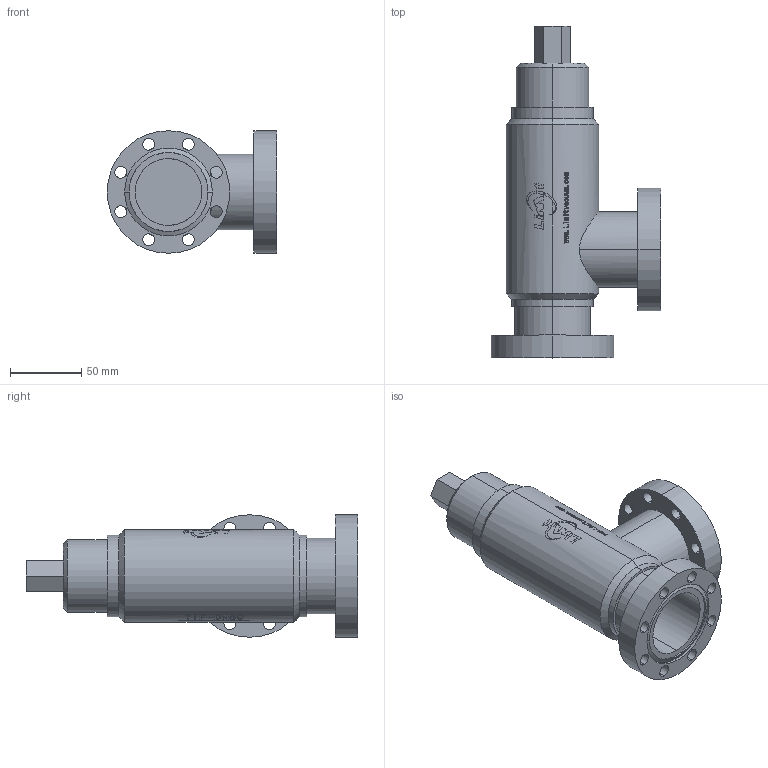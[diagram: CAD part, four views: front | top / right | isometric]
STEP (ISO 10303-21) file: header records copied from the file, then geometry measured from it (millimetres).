
FILE_DESCRIPTION (( 'STEP AP214' ), '1' );
FILE_NAME ('TiF-DN50全金属角阀.STEP', '2024-05-10T02:58:25', ( '' ), ( '' ), 'SwSTEP 2.0', 'SolidWorks 2020', '' );
FILE_SCHEMA (( 'AUTOMOTIVE_DESIGN' ));
Length unit declared in the file: millimetre
Products named in the file (1): TiF-DN50全金属角阀
Bounding box: 119 x 233 x 86 mm (x, y, z)
Volume: 522660.7 mm3; surface area: 111343.7 mm2
Topology: 3 solids, 3 shells, 573 faces, 1527 edges, 1012 vertices
Faces by surface type: bspline 245, plane 189, cylinder 125, cone 14
Entity records: 60153 total; most frequent: CARTESIAN_POINT 47814, ORIENTED_EDGE 3054, DIRECTION 1654, EDGE_CURVE 1527, VERTEX_POINT 1012, B_SPLINE_CURVE_WITH_KNOTS 823, EDGE_LOOP 663, AXIS2_PLACEMENT_3D 623
